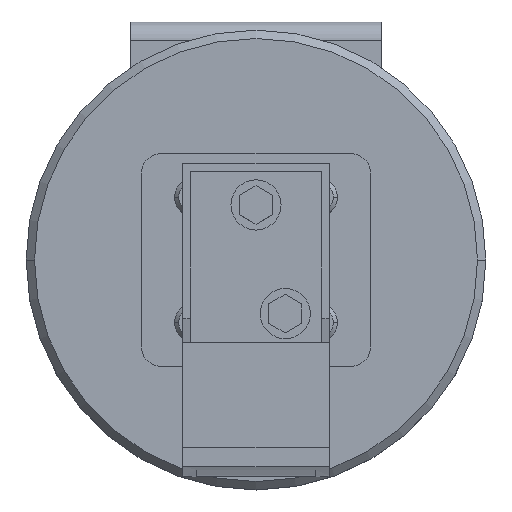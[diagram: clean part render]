
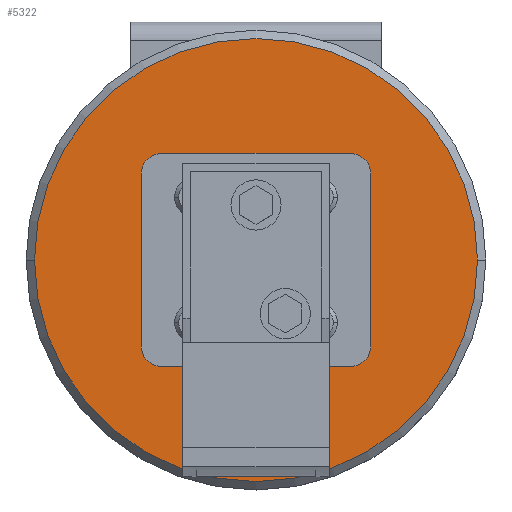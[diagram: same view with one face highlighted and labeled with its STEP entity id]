
A CAD part, top view. The second image highlights one B-rep face of the part: STEP entity #5322.
In plain terms, the highlighted planar face has unit normal (0, 0, 1).
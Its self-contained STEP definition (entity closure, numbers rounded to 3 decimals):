
#2239=CARTESIAN_POINT('POINT173',(22.5,-25.5,-33.));
#2240=VERTEX_POINT('VERTEX173',#2239);
#2247=CARTESIAN_POINT('POINT174',(27.5,-20.5,
   -33.));
#2248=VERTEX_POINT('VERTEX174',#2247);
#2249=CARTESIAN_POINT('POS245',(22.5,-20.5
   ,-33.));
#2250=DIRECTION('DIR338',(0.,0.,1.));
#2251=DIRECTION('DIR339',(0.,-1.,0.));
#2252=AXIS2_PLACEMENT_3D('AXIS94',#2249,#2250,#2251);
#2253=CIRCLE('ELLIPSE35',#2252,5.);
#2254=EDGE_CURVE('EDGE220',#2240,#2248,#2253,.T.);
#2279=CARTESIAN_POINT('POINT176',(27.5,20.5,-33.));
#2280=VERTEX_POINT('VERTEX176',#2279);
#2281=CARTESIAN_POINT('POS249',(27.5,-20.5,-33.));
#2282=DIRECTION('DIR344',(0.,1.,0.));
#2283=VECTOR('VEC154',#2282,25.4);
#2284=LINE('STRAIGHT154',#2281,#2283);
#2285=EDGE_CURVE('EDGE223',#2248,#2280,#2284,.T.);
#2311=CARTESIAN_POINT('POINT178',(22.5,25.5,
   -33.));
#2312=VERTEX_POINT('VERTEX178',#2311);
#2313=CARTESIAN_POINT('POS253',(22.5,20.5,
   -33.));
#2314=DIRECTION('DIR350',(0.,0.,1.));
#2315=DIRECTION('DIR351',(1.,0.,0.));
#2316=AXIS2_PLACEMENT_3D('AXIS98',#2313,#2314,#2315);
#2317=CIRCLE('ELLIPSE37',#2316,5.);
#2318=EDGE_CURVE('EDGE226',#2280,#2312,#2317,.T.);
#2343=CARTESIAN_POINT('POINT180',(-22.5,25.5,-33.));
#2344=VERTEX_POINT('VERTEX180',#2343);
#2345=CARTESIAN_POINT('POS257',(22.5,25.5,-33.));
#2346=DIRECTION('DIR356',(-1.,0.,0.));
#2347=VECTOR('VEC158',#2346,25.4);
#2348=LINE('STRAIGHT158',#2345,#2347);
#2349=EDGE_CURVE('EDGE229',#2312,#2344,#2348,.T.);
#2375=CARTESIAN_POINT('POINT182',(-27.5,20.5,
   -33.));
#2376=VERTEX_POINT('VERTEX182',#2375);
#2377=CARTESIAN_POINT('POS261',(-22.5,20.5
   ,-33.));
#2378=DIRECTION('DIR362',(0.,0.,1.));
#2379=DIRECTION('DIR363',(0.,1.,0.));
#2380=AXIS2_PLACEMENT_3D('AXIS102',#2377,#2378,#2379);
#2381=CIRCLE('ELLIPSE39',#2380,5.);
#2382=EDGE_CURVE('EDGE232',#2344,#2376,#2381,.T.);
#2407=CARTESIAN_POINT('POINT184',(-27.5,-20.5,-33.));
#2408=VERTEX_POINT('VERTEX184',#2407);
#2409=CARTESIAN_POINT('POS265',(-27.5,20.5,-33.));
#2410=DIRECTION('DIR368',(0.,-1.,0.));
#2411=VECTOR('VEC162',#2410,25.4);
#2412=LINE('STRAIGHT162',#2409,#2411);
#2413=EDGE_CURVE('EDGE235',#2376,#2408,#2412,.T.);
#2439=CARTESIAN_POINT('POINT186',(-22.5,-25.5,
   -33.));
#2440=VERTEX_POINT('VERTEX186',#2439);
#2441=CARTESIAN_POINT('POS269',(-22.5,
   -20.5,-33.));
#2442=DIRECTION('DIR374',(0.,0.,1.));
#2443=DIRECTION('DIR375',(-1.,0.,0.));
#2444=AXIS2_PLACEMENT_3D('AXIS106',#2441,#2442,#2443);
#2445=CIRCLE('ELLIPSE41',#2444,5.);
#2446=EDGE_CURVE('EDGE238',#2408,#2440,#2445,.T.);
#2462=CARTESIAN_POINT('POINT187',(53.,0.,
   -33.));
#2463=VERTEX_POINT('VERTEX187',#2462);
#2471=CARTESIAN_POINT('POINT188',(-53.,0.,
   -33.));
#2472=VERTEX_POINT('VERTEX188',#2471);
#2479=CARTESIAN_POINT('POS274',(0.,0.,-33.));
#2480=DIRECTION('DIR381',(0.,0.,-1.));
#2481=DIRECTION('DIR382',(1.,0.,0.));
#2482=AXIS2_PLACEMENT_3D('AXIS108',#2479,#2480,#2481);
#2483=CIRCLE('ELLIPSE42',#2482,53.);
#2484=EDGE_CURVE('EDGE242',#2472,#2463,#2483,.T.);
#2495=EDGE_CURVE('EDGE243',#2463,#2472,#2483,.T.);
#4794=CARTESIAN_POINT('POINT292',(-17.475,-25.5,-33.));
#4795=VERTEX_POINT('VERTEX292',#4794);
#4809=CARTESIAN_POINT('POS552',(0.,-25.5,-33.));
#4810=DIRECTION('DIR803',(1.,0.,0.));
#4811=VECTOR('VEC301',#4810,25.4);
#4812=LINE('STRAIGHT301',#4809,#4811);
#4813=EDGE_CURVE('EDGE437',#2440,#4795,#4812,.T.);
#5084=CARTESIAN_POINT('POINT312',(17.475,-25.5,-33.));
#5085=VERTEX_POINT('VERTEX312',#5084);
#5094=EDGE_CURVE('EDGE467',#5085,#2240,#4812,.T.);
#5280=ORIENTED_EDGE('COEDGE843',*,*,#2495,.F.);
#5281=ORIENTED_EDGE('COEDGE844',*,*,#2484,.F.);
#5282=EDGE_LOOP('NONE',(#5280,#5281));
#5283=FACE_BOUND('LOOP1',#5282,.T.);
#5284=CARTESIAN_POINT('POINT325',(-17.475,-49.375,-33.)
   );
#5285=VERTEX_POINT('VERTEX325',#5284);
#5286=CARTESIAN_POINT('POS593',(-17.475,-13.2,-33.));
#5287=DIRECTION('DIR864',(0.,1.,0.));
#5288=VECTOR('VEC322',#5287,25.4);
#5289=LINE('STRAIGHT322',#5286,#5288);
#5290=EDGE_CURVE('EDGE489',#5285,#4795,#5289,.T.);
#5291=ORIENTED_EDGE('COEDGE845',*,*,#5290,.T.);
#5292=ORIENTED_EDGE('COEDGE846',*,*,#4813,.F.);
#5293=ORIENTED_EDGE('COEDGE847',*,*,#2446,.F.);
#5294=ORIENTED_EDGE('COEDGE848',*,*,#2413,.F.);
#5295=ORIENTED_EDGE('COEDGE849',*,*,#2382,.F.);
#5296=ORIENTED_EDGE('COEDGE850',*,*,#2349,.F.);
#5297=ORIENTED_EDGE('COEDGE851',*,*,#2318,.F.);
#5298=ORIENTED_EDGE('COEDGE852',*,*,#2285,.F.);
#5299=ORIENTED_EDGE('COEDGE853',*,*,#2254,.F.);
#5300=ORIENTED_EDGE('COEDGE854',*,*,#5094,.F.);
#5301=CARTESIAN_POINT('POINT326',(17.475,-49.375,-33.))
   ;
#5302=VERTEX_POINT('VERTEX326',#5301);
#5303=CARTESIAN_POINT('POS594',(17.475,-13.2,-33.));
#5304=DIRECTION('DIR865',(0.,-1.,0.));
#5305=VECTOR('VEC323',#5304,25.4);
#5306=LINE('STRAIGHT323',#5303,#5305);
#5307=EDGE_CURVE('EDGE490',#5085,#5302,#5306,.T.);
#5308=ORIENTED_EDGE('COEDGE855',*,*,#5307,.T.);
#5309=CARTESIAN_POINT('POS595',(0.,-49.375,-33.));
#5310=DIRECTION('DIR866',(-1.,0.,0.));
#5311=VECTOR('VEC324',#5310,25.4);
#5312=LINE('STRAIGHT324',#5309,#5311);
#5313=EDGE_CURVE('EDGE491',#5302,#5285,#5312,.T.);
#5314=ORIENTED_EDGE('COEDGE856',*,*,#5313,.T.);
#5315=EDGE_LOOP('NONE',(#5291,#5292,#5293,#5294,#5295,#5296,#5297,#5298,
   #5299,#5300,#5308,#5314));
#5316=FACE_BOUND('LOOP1',#5315,.T.);
#5317=CARTESIAN_POINT('POS596',(7.5,0.,-33.));
#5318=DIRECTION('DIR867',(0.,0.,1.));
#5319=DIRECTION('DIR868',(1.,0.,0.));
#5320=AXIS2_PLACEMENT_3D('AXIS272',#5317,#5318,#5319);
#5321=PLANE('PLANE138',#5320);
#5322=ADVANCED_FACE('FACE199',(#5283,#5316),#5321,.T.);
